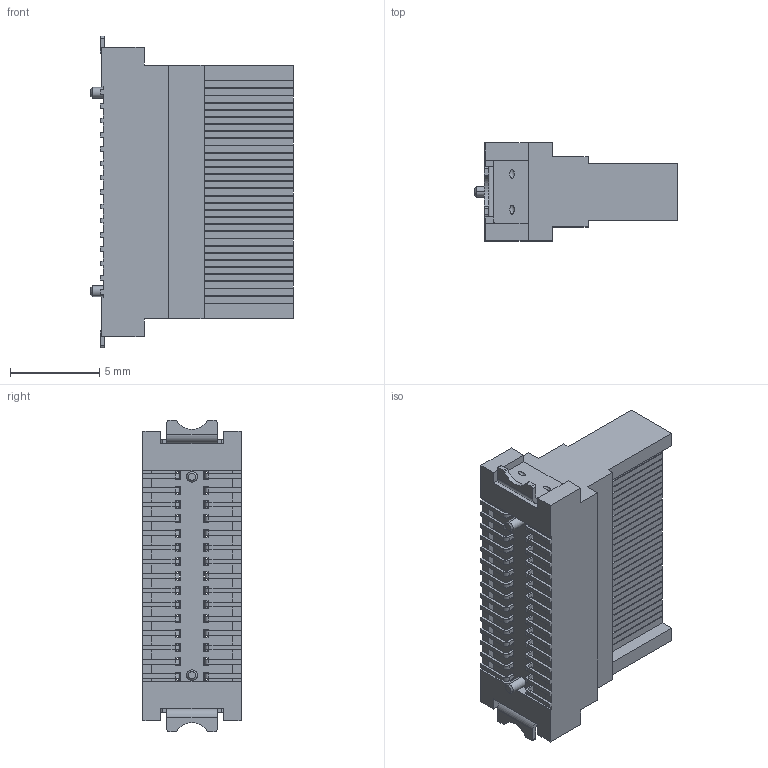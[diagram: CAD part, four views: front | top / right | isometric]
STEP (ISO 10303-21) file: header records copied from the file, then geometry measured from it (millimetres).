
FILE_DESCRIPTION((''),'2;1');
FILE_NAME('ASM0001_ASM','2023-08-25T',('工程三'),(''),'PRO/ENGINEER BY PARAMETRIC TECHNOLOGY CORPORATION, 2010280','PRO/ENGINEER BY PARAMETRIC TECHNOLOGY CORPORATION, 2010280','');
FILE_SCHEMA(('CONFIG_CONTROL_DESIGN'));
Length unit declared in the file: millimetre
Products named in the file (1): ASM0001_ASM
Bounding box: 11.35 x 5.5 x 17.42 mm (x, y, z)
Volume: 515.7 mm3; surface area: 1272.2 mm2
Topology: 1 solids, 1 shells, 692 faces, 2104 edges, 1384 vertices
Faces by surface type: plane 590, cylinder 90, revolution 8, cone 4
Entity records: 23646 total; most frequent: CARTESIAN_POINT 4564, ORIENTED_EDGE 4192, DIRECTION 3630, EDGE_CURVE 2096, VECTOR 1886, LINE 1886, VERTEX_POINT 1384, AXIS2_PLACEMENT_3D 868
